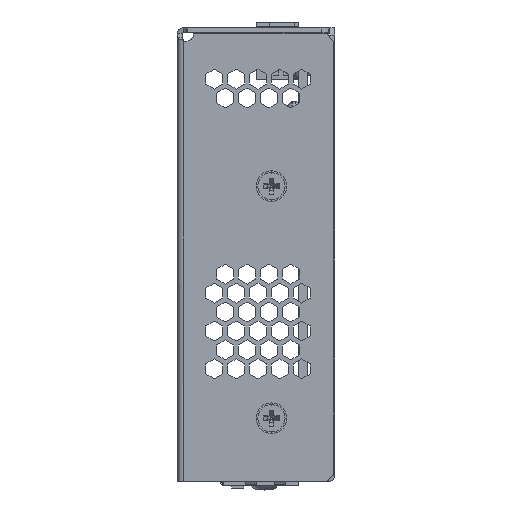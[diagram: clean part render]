
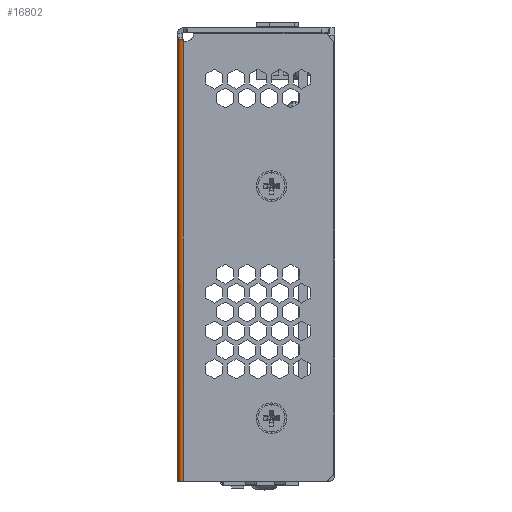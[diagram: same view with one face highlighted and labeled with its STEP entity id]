
A CAD part, left-side view. The second image highlights one B-rep face of the part: STEP entity #16802.
In plain terms, the highlighted cylindrical face has radius 1.067 mm (diameter 2.134 mm), a partial arc.
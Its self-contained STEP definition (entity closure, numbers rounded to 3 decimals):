
#555 = CARTESIAN_POINT ( 'NONE',  ( -82.359, -1.067, -51.514 ) ) ;
#579 = CARTESIAN_POINT ( 'NONE',  ( -82.359, -1.067, 25.386 ) ) ;
#587 = CARTESIAN_POINT ( 'NONE',  ( -81.293, 0., -51.514 ) ) ;
#595 = CARTESIAN_POINT ( 'NONE',  ( -81.293, 0., 25.897 ) ) ;
#12572 = VECTOR ( 'NONE', #36471, 1000. ) ;
#12614 = VECTOR ( 'NONE', #36560, 1000. ) ;
#12873 = CIRCLE ( 'NONE', #12875, 1.067 ) ;
#12875 = AXIS2_PLACEMENT_3D ( 'NONE', #37093, #37095, #37097 ) ;
#16802 = ADVANCED_FACE ( 'NONE', ( #48532 ), #48530, .T. ) ;
#26294 = CARTESIAN_POINT ( 'NONE',  ( -81.432, 0., 25.854 ) ) ;
#26324 = CARTESIAN_POINT ( 'NONE',  ( -81.293, 0., 25.897 ) ) ;
#27938 = CARTESIAN_POINT ( 'NONE',  ( -81.572, -0.028, 25.812 ) ) ;
#27939 = CARTESIAN_POINT ( 'NONE',  ( -81.83, -0.135, 25.727 ) ) ;
#27940 = CARTESIAN_POINT ( 'NONE',  ( -81.948, -0.214, 25.684 ) ) ;
#27941 = CARTESIAN_POINT ( 'NONE',  ( -82.146, -0.411, 25.599 ) ) ;
#27942 = CARTESIAN_POINT ( 'NONE',  ( -82.225, -0.53, 25.556 ) ) ;
#27943 = CARTESIAN_POINT ( 'NONE',  ( -82.332, -0.788, 25.471 ) ) ;
#27944 = CARTESIAN_POINT ( 'NONE',  ( -82.359, -0.927, 25.429 ) ) ;
#27945 = CARTESIAN_POINT ( 'NONE',  ( -82.359, -1.067, 25.386 ) ) ;
#32991 = EDGE_CURVE ( 'NONE', #63015, #62991, #36462, .T. ) ;
#33020 = EDGE_CURVE ( 'NONE', #63031, #63023, #36544, .T. ) ;
#33163 = EDGE_CURVE ( 'NONE', #62991, #63023, #12873, .T. ) ;
#33913 = EDGE_CURVE ( 'NONE', #63031, #63015, #57572, .T. ) ;
#36462 = LINE ( 'NONE', #36470, #12572 ) ;
#36470 = CARTESIAN_POINT ( 'NONE',  ( -82.359, -1.067, 51.28 ) ) ;
#36471 = DIRECTION ( 'NONE',  ( 0., 0., -1. ) ) ;
#36544 = LINE ( 'NONE', #36558, #12614 ) ;
#36558 = CARTESIAN_POINT ( 'NONE',  ( -81.293, 0., 51.28 ) ) ;
#36560 = DIRECTION ( 'NONE',  ( 0., 0., -1. ) ) ;
#37093 = CARTESIAN_POINT ( 'NONE',  ( -81.293, -1.067, -51.514 ) ) ;
#37095 = DIRECTION ( 'NONE',  ( 0., 0., -1. ) ) ;
#37097 = DIRECTION ( 'NONE',  ( -1., 0., 0. ) ) ;
#38350 = AXIS2_PLACEMENT_3D ( 'NONE', #48520, #48524, #48536 ) ;
#45096 = EDGE_LOOP ( 'NONE', ( #56314, #56255, #56307, #56245 ) ) ;
#48520 = CARTESIAN_POINT ( 'NONE',  ( -81.293, -1.067, 64.609 ) ) ;
#48524 = DIRECTION ( 'NONE',  ( 0., 0., -1. ) ) ;
#48530 = CYLINDRICAL_SURFACE ( 'NONE', #38350, 1.067 ) ;
#48532 = FACE_OUTER_BOUND ( 'NONE', #45096, .T. ) ;
#48536 = DIRECTION ( 'NONE',  ( -1., 0., 0. ) ) ;
#56245 = ORIENTED_EDGE ( 'NONE', *, *, #33020, .T. ) ;
#56255 = ORIENTED_EDGE ( 'NONE', *, *, #32991, .F. ) ;
#56307 = ORIENTED_EDGE ( 'NONE', *, *, #33913, .F. ) ;
#56314 = ORIENTED_EDGE ( 'NONE', *, *, #33163, .F. ) ;
#57572 = B_SPLINE_CURVE_WITH_KNOTS ( 'NONE', 3,
 ( #26324, #26294, #27938, #27939, #27940, #27941, #27942, #27943, #27944, #27945 ),
 .UNSPECIFIED., .F., .F.,
 ( 4, 2, 2, 2, 4 ),
 ( 0., 0.25, 0.5, 0.75, 1. ),
 .UNSPECIFIED. ) ;
#62991 = VERTEX_POINT ( 'NONE', #555 ) ;
#63015 = VERTEX_POINT ( 'NONE', #579 ) ;
#63023 = VERTEX_POINT ( 'NONE', #587 ) ;
#63031 = VERTEX_POINT ( 'NONE', #595 ) ;
